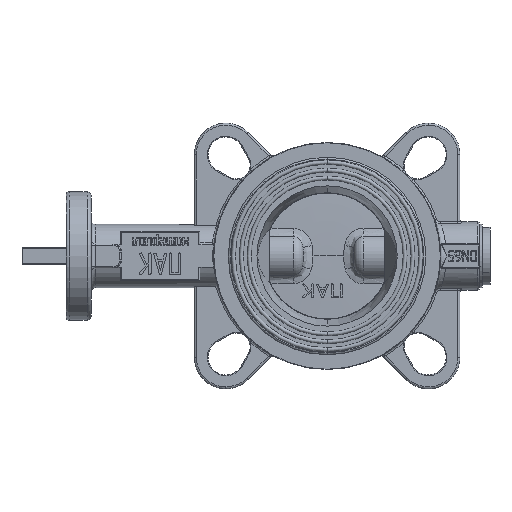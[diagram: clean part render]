
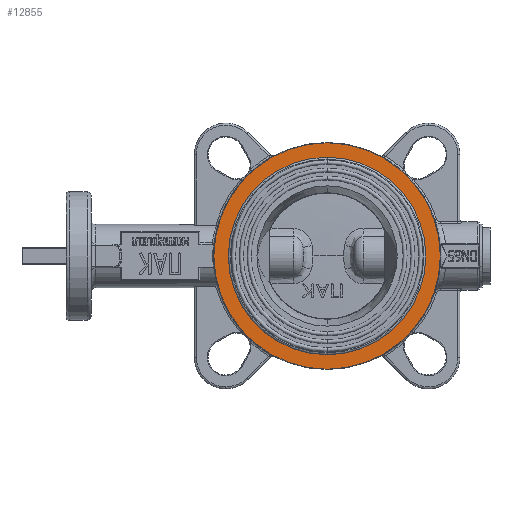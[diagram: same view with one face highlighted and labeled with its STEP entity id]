
A CAD part, left-side view. The second image highlights one B-rep face of the part: STEP entity #12855.
In plain terms, the highlighted planar face has unit normal (-1, 0, 0).
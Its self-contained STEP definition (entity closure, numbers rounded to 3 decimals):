
#2008 = EDGE_CURVE ( 'NONE', #37680, #7316, #68504, .T. ) ;
#7316 = VERTEX_POINT ( 'NONE', #35124 ) ;
#8665 = CIRCLE ( 'NONE', #65781, 50. ) ;
#10272 = DIRECTION ( 'NONE',  ( -1., 0., 0. ) ) ;
#12855 = ADVANCED_FACE ( 'NONE', ( #50712, #49895 ), #26118, .T. ) ;
#13490 = AXIS2_PLACEMENT_3D ( 'NONE', #14745, #55326, #20530 ) ;
#14745 = CARTESIAN_POINT ( 'NONE',  ( -23., 95.359, 0. ) ) ;
#15958 = DIRECTION ( 'NONE',  ( -1., 0., 0. ) ) ;
#16085 = EDGE_LOOP ( 'NONE', ( #30674, #39062 ) ) ;
#17408 = ORIENTED_EDGE ( 'NONE', *, *, #58061, .F. ) ;
#19872 = DIRECTION ( 'NONE',  ( 1., 0., 0. ) ) ;
#20252 = VERTEX_POINT ( 'NONE', #70237 ) ;
#20530 = DIRECTION ( 'NONE',  ( 0., -1., 0. ) ) ;
#22875 = DIRECTION ( 'NONE',  ( 1., 0., 0. ) ) ;
#23320 = CARTESIAN_POINT ( 'NONE',  ( -23., 50., 0. ) ) ;
#26118 = PLANE ( 'NONE',  #13490 ) ;
#27590 = AXIS2_PLACEMENT_3D ( 'NONE', #57709, #22875, #63503 ) ;
#29791 = EDGE_LOOP ( 'NONE', ( #66263, #17408 ) ) ;
#30674 = ORIENTED_EDGE ( 'NONE', *, *, #45714, .F. ) ;
#35124 = CARTESIAN_POINT ( 'NONE',  ( -23., 0., -57.328 ) ) ;
#35327 = AXIS2_PLACEMENT_3D ( 'NONE', #54671, #19872, #60539 ) ;
#36124 = VERTEX_POINT ( 'NONE', #23320 ) ;
#37224 = CIRCLE ( 'NONE', #35327, 57.328 ) ;
#37680 = VERTEX_POINT ( 'NONE', #47165 ) ;
#39062 = ORIENTED_EDGE ( 'NONE', *, *, #2008, .F. ) ;
#39247 = CIRCLE ( 'NONE', #73807, 50. ) ;
#45002 = CARTESIAN_POINT ( 'NONE',  ( -23., 0., 0. ) ) ;
#45714 = EDGE_CURVE ( 'NONE', #7316, #37680, #37224, .T. ) ;
#47165 = CARTESIAN_POINT ( 'NONE',  ( -23., 0., 57.328 ) ) ;
#49895 = FACE_BOUND ( 'NONE', #29791, .T. ) ;
#50712 = FACE_OUTER_BOUND ( 'NONE', #16085, .T. ) ;
#50740 = CARTESIAN_POINT ( 'NONE',  ( -23., 0., 0. ) ) ;
#50833 = DIRECTION ( 'NONE',  ( 0., -1., 0. ) ) ;
#54671 = CARTESIAN_POINT ( 'NONE',  ( -23., 0., 0. ) ) ;
#55326 = DIRECTION ( 'NONE',  ( -1., 0., 0. ) ) ;
#56597 = DIRECTION ( 'NONE',  ( 0., -1., 0. ) ) ;
#57709 = CARTESIAN_POINT ( 'NONE',  ( -23., 0., 0. ) ) ;
#58061 = EDGE_CURVE ( 'NONE', #36124, #20252, #8665, .T. ) ;
#60539 = DIRECTION ( 'NONE',  ( 0., -1., 0. ) ) ;
#61058 = EDGE_CURVE ( 'NONE', #20252, #36124, #39247, .T. ) ;
#63503 = DIRECTION ( 'NONE',  ( 0., -1., 0. ) ) ;
#65781 = AXIS2_PLACEMENT_3D ( 'NONE', #45002, #10272, #50833 ) ;
#66263 = ORIENTED_EDGE ( 'NONE', *, *, #61058, .F. ) ;
#68504 = CIRCLE ( 'NONE', #27590, 57.328 ) ;
#70237 = CARTESIAN_POINT ( 'NONE',  ( -23., -50., 0. ) ) ;
#73807 = AXIS2_PLACEMENT_3D ( 'NONE', #50740, #15958, #56597 ) ;
